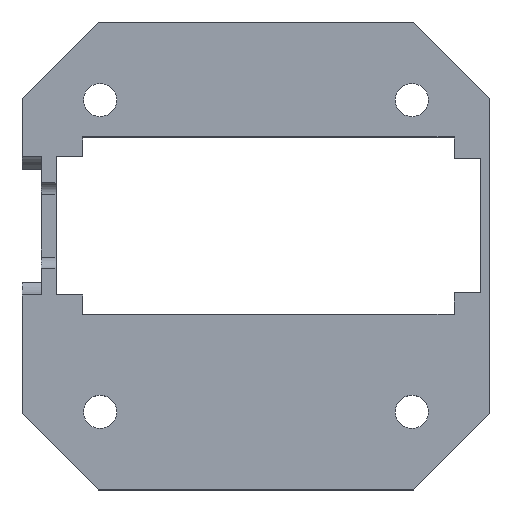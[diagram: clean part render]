
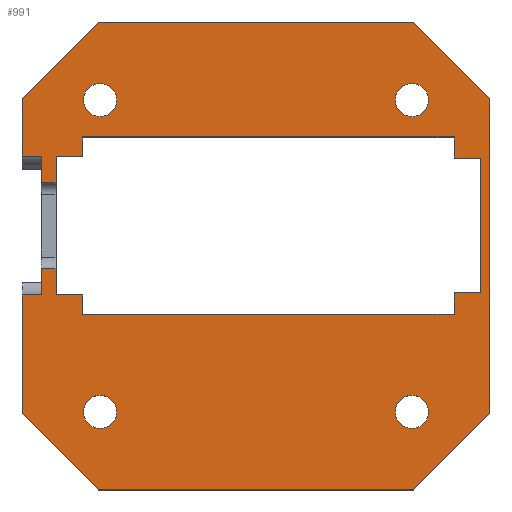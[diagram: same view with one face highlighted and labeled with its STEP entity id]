
A CAD part, top view. The second image highlights one B-rep face of the part: STEP entity #991.
In plain terms, the highlighted planar face has unit normal (0, 0, 1).
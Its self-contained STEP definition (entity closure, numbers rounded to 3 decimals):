
#15=FACE_BOUND('',#133,.T.);
#16=FACE_BOUND('',#134,.T.);
#17=FACE_BOUND('',#135,.T.);
#18=FACE_BOUND('',#136,.T.);
#47=CIRCLE('',#1064,1.7);
#48=CIRCLE('',#1065,1.7);
#49=CIRCLE('',#1066,1.7);
#50=CIRCLE('',#1067,1.7);
#83=FACE_OUTER_BOUND('',#132,.T.);
#132=EDGE_LOOP('',(#748,#749,#750,#751,#752,#753,#754,#755,#756,#757,#758,
#759,#760,#761,#762,#763,#764,#765,#766,#767,#768,#769,#770,#771,#772,#773,
#774,#775));
#133=EDGE_LOOP('',(#776));
#134=EDGE_LOOP('',(#777));
#135=EDGE_LOOP('',(#778));
#136=EDGE_LOOP('',(#779));
#187=LINE('',#1423,#304);
#191=LINE('',#1435,#308);
#199=LINE('',#1458,#316);
#210=LINE('',#1483,#327);
#218=LINE('',#1497,#335);
#226=LINE('',#1515,#343);
#230=LINE('',#1524,#347);
#234=LINE('',#1531,#351);
#236=LINE('',#1536,#353);
#240=LINE('',#1543,#357);
#242=LINE('',#1548,#359);
#244=LINE('',#1551,#361);
#245=LINE('',#1553,#362);
#246=LINE('',#1554,#363);
#247=LINE('',#1556,#364);
#248=LINE('',#1557,#365);
#249=LINE('',#1558,#366);
#250=LINE('',#1559,#367);
#251=LINE('',#1561,#368);
#252=LINE('',#1563,#369);
#253=LINE('',#1565,#370);
#254=LINE('',#1567,#371);
#255=LINE('',#1569,#372);
#256=LINE('',#1571,#373);
#257=LINE('',#1573,#374);
#258=LINE('',#1575,#375);
#259=LINE('',#1576,#376);
#260=LINE('',#1577,#377);
#304=VECTOR('',#1140,10.);
#308=VECTOR('',#1148,10.);
#316=VECTOR('',#1168,10.);
#327=VECTOR('',#1185,10.);
#335=VECTOR('',#1195,10.);
#343=VECTOR('',#1211,10.);
#347=VECTOR('',#1217,10.);
#351=VECTOR('',#1223,10.);
#353=VECTOR('',#1227,10.);
#357=VECTOR('',#1233,10.);
#359=VECTOR('',#1237,10.);
#361=VECTOR('',#1241,10.);
#362=VECTOR('',#1242,10.);
#363=VECTOR('',#1243,10.);
#364=VECTOR('',#1244,10.);
#365=VECTOR('',#1245,10.);
#366=VECTOR('',#1246,10.);
#367=VECTOR('',#1247,10.);
#368=VECTOR('',#1248,10.);
#369=VECTOR('',#1249,10.);
#370=VECTOR('',#1250,10.);
#371=VECTOR('',#1251,10.);
#372=VECTOR('',#1252,10.);
#373=VECTOR('',#1253,10.);
#374=VECTOR('',#1254,10.);
#375=VECTOR('',#1255,10.);
#376=VECTOR('',#1256,10.);
#377=VECTOR('',#1257,10.);
#421=VERTEX_POINT('',#1420);
#422=VERTEX_POINT('',#1422);
#427=VERTEX_POINT('',#1432);
#428=VERTEX_POINT('',#1434);
#436=VERTEX_POINT('',#1455);
#437=VERTEX_POINT('',#1457);
#447=VERTEX_POINT('',#1480);
#448=VERTEX_POINT('',#1482);
#452=VERTEX_POINT('',#1494);
#453=VERTEX_POINT('',#1496);
#458=VERTEX_POINT('',#1512);
#459=VERTEX_POINT('',#1514);
#462=VERTEX_POINT('',#1521);
#463=VERTEX_POINT('',#1523);
#465=VERTEX_POINT('',#1529);
#467=VERTEX_POINT('',#1535);
#469=VERTEX_POINT('',#1541);
#471=VERTEX_POINT('',#1547);
#472=VERTEX_POINT('',#1552);
#473=VERTEX_POINT('',#1555);
#474=VERTEX_POINT('',#1560);
#475=VERTEX_POINT('',#1562);
#476=VERTEX_POINT('',#1564);
#477=VERTEX_POINT('',#1566);
#478=VERTEX_POINT('',#1568);
#479=VERTEX_POINT('',#1570);
#480=VERTEX_POINT('',#1572);
#481=VERTEX_POINT('',#1574);
#482=VERTEX_POINT('',#1578);
#483=VERTEX_POINT('',#1580);
#484=VERTEX_POINT('',#1582);
#485=VERTEX_POINT('',#1584);
#520=EDGE_CURVE('',#422,#421,#187,.T.);
#526=EDGE_CURVE('',#428,#427,#191,.T.);
#537=EDGE_CURVE('',#437,#436,#199,.T.);
#549=EDGE_CURVE('',#448,#447,#210,.T.);
#557=EDGE_CURVE('',#453,#452,#218,.T.);
#566=EDGE_CURVE('',#459,#458,#226,.T.);
#570=EDGE_CURVE('',#463,#462,#230,.T.);
#574=EDGE_CURVE('',#427,#465,#234,.T.);
#576=EDGE_CURVE('',#467,#428,#236,.T.);
#580=EDGE_CURVE('',#421,#469,#240,.T.);
#582=EDGE_CURVE('',#471,#422,#242,.T.);
#584=EDGE_CURVE('',#469,#437,#244,.T.);
#585=EDGE_CURVE('',#436,#472,#245,.T.);
#586=EDGE_CURVE('',#472,#453,#246,.T.);
#587=EDGE_CURVE('',#452,#473,#247,.T.);
#588=EDGE_CURVE('',#473,#448,#248,.T.);
#589=EDGE_CURVE('',#447,#467,#249,.T.);
#590=EDGE_CURVE('',#465,#463,#250,.T.);
#591=EDGE_CURVE('',#462,#474,#251,.T.);
#592=EDGE_CURVE('',#474,#475,#252,.T.);
#593=EDGE_CURVE('',#475,#476,#253,.T.);
#594=EDGE_CURVE('',#476,#477,#254,.T.);
#595=EDGE_CURVE('',#477,#478,#255,.T.);
#596=EDGE_CURVE('',#478,#479,#256,.T.);
#597=EDGE_CURVE('',#479,#480,#257,.T.);
#598=EDGE_CURVE('',#480,#481,#258,.T.);
#599=EDGE_CURVE('',#481,#459,#259,.T.);
#600=EDGE_CURVE('',#458,#471,#260,.T.);
#601=EDGE_CURVE('',#482,#482,#47,.T.);
#602=EDGE_CURVE('',#483,#483,#48,.T.);
#603=EDGE_CURVE('',#484,#484,#49,.T.);
#604=EDGE_CURVE('',#485,#485,#50,.T.);
#748=ORIENTED_EDGE('',*,*,#582,.T.);
#749=ORIENTED_EDGE('',*,*,#520,.T.);
#750=ORIENTED_EDGE('',*,*,#580,.T.);
#751=ORIENTED_EDGE('',*,*,#584,.T.);
#752=ORIENTED_EDGE('',*,*,#537,.T.);
#753=ORIENTED_EDGE('',*,*,#585,.T.);
#754=ORIENTED_EDGE('',*,*,#586,.T.);
#755=ORIENTED_EDGE('',*,*,#557,.T.);
#756=ORIENTED_EDGE('',*,*,#587,.T.);
#757=ORIENTED_EDGE('',*,*,#588,.T.);
#758=ORIENTED_EDGE('',*,*,#549,.T.);
#759=ORIENTED_EDGE('',*,*,#589,.T.);
#760=ORIENTED_EDGE('',*,*,#576,.T.);
#761=ORIENTED_EDGE('',*,*,#526,.T.);
#762=ORIENTED_EDGE('',*,*,#574,.T.);
#763=ORIENTED_EDGE('',*,*,#590,.T.);
#764=ORIENTED_EDGE('',*,*,#570,.T.);
#765=ORIENTED_EDGE('',*,*,#591,.T.);
#766=ORIENTED_EDGE('',*,*,#592,.T.);
#767=ORIENTED_EDGE('',*,*,#593,.T.);
#768=ORIENTED_EDGE('',*,*,#594,.T.);
#769=ORIENTED_EDGE('',*,*,#595,.T.);
#770=ORIENTED_EDGE('',*,*,#596,.T.);
#771=ORIENTED_EDGE('',*,*,#597,.T.);
#772=ORIENTED_EDGE('',*,*,#598,.T.);
#773=ORIENTED_EDGE('',*,*,#599,.T.);
#774=ORIENTED_EDGE('',*,*,#566,.T.);
#775=ORIENTED_EDGE('',*,*,#600,.T.);
#776=ORIENTED_EDGE('',*,*,#601,.T.);
#777=ORIENTED_EDGE('',*,*,#602,.T.);
#778=ORIENTED_EDGE('',*,*,#603,.T.);
#779=ORIENTED_EDGE('',*,*,#604,.T.);
#955=PLANE('',#1063);
#991=ADVANCED_FACE('',(#83,#15,#16,#17,#18),#955,.T.);
#1063=AXIS2_PLACEMENT_3D('',#1550,#1239,#1240);
#1064=AXIS2_PLACEMENT_3D('',#1579,#1258,#1259);
#1065=AXIS2_PLACEMENT_3D('',#1581,#1260,#1261);
#1066=AXIS2_PLACEMENT_3D('',#1583,#1262,#1263);
#1067=AXIS2_PLACEMENT_3D('',#1585,#1264,#1265);
#1140=DIRECTION('',(0.,1.,0.));
#1148=DIRECTION('',(0.,1.,0.));
#1168=DIRECTION('',(1.,0.,0.));
#1185=DIRECTION('',(-1.,0.,0.));
#1195=DIRECTION('',(0.,-1.,0.));
#1211=DIRECTION('',(1.,0.,0.));
#1217=DIRECTION('',(-1.,0.,0.));
#1223=DIRECTION('',(-1.,0.,0.));
#1227=DIRECTION('',(-1.,0.,0.));
#1233=DIRECTION('',(1.,0.,0.));
#1237=DIRECTION('',(1.,0.,0.));
#1239=DIRECTION('center_axis',(0.,0.,1.));
#1240=DIRECTION('ref_axis',(-1.,0.,0.));
#1241=DIRECTION('',(0.,1.,0.));
#1242=DIRECTION('',(0.,-1.,0.));
#1243=DIRECTION('',(1.,0.,0.));
#1244=DIRECTION('',(-1.,0.,0.));
#1245=DIRECTION('',(0.,-1.,0.));
#1246=DIRECTION('',(0.,1.,0.));
#1247=DIRECTION('',(0.,-1.,0.));
#1248=DIRECTION('',(0.,-1.,0.));
#1249=DIRECTION('',(0.707,-0.707,0.));
#1250=DIRECTION('',(1.,0.,0.));
#1251=DIRECTION('',(0.707,0.707,0.));
#1252=DIRECTION('',(0.,1.,0.));
#1253=DIRECTION('',(-0.707,0.707,0.));
#1254=DIRECTION('',(-1.,0.,0.));
#1255=DIRECTION('',(-0.707,-0.707,0.));
#1256=DIRECTION('',(0.,-1.,0.));
#1257=DIRECTION('',(0.,-1.,0.));
#1258=DIRECTION('center_axis',(0.,0.,-1.));
#1259=DIRECTION('ref_axis',(-1.,0.,0.));
#1260=DIRECTION('center_axis',(0.,0.,-1.));
#1261=DIRECTION('ref_axis',(-1.,0.,0.));
#1262=DIRECTION('center_axis',(0.,0.,-1.));
#1263=DIRECTION('ref_axis',(-1.,0.,0.));
#1264=DIRECTION('center_axis',(0.,0.,-1.));
#1265=DIRECTION('ref_axis',(-1.,0.,0.));
#1420=CARTESIAN_POINT('',(-20.52,7.089,3.55));
#1422=CARTESIAN_POINT('',(-20.52,4.412,3.55));
#1423=CARTESIAN_POINT('',(-20.52,0.,3.55));
#1432=CARTESIAN_POINT('',(-20.52,-4.452,3.55));
#1434=CARTESIAN_POINT('',(-20.52,-7.129,3.55));
#1435=CARTESIAN_POINT('',(-20.52,0.,3.55));
#1455=CARTESIAN_POINT('',(20.32,9.09,3.55));
#1457=CARTESIAN_POINT('',(-17.78,9.09,3.55));
#1458=CARTESIAN_POINT('',(-20.22,9.09,3.55));
#1480=CARTESIAN_POINT('',(-17.78,-9.09,3.55));
#1482=CARTESIAN_POINT('',(20.32,-9.09,3.55));
#1483=CARTESIAN_POINT('',(22.76,-9.09,3.55));
#1494=CARTESIAN_POINT('',(23.06,-6.916,3.55));
#1496=CARTESIAN_POINT('',(23.06,6.876,3.55));
#1497=CARTESIAN_POINT('',(23.06,8.79,3.55));
#1512=CARTESIAN_POINT('',(-22.02,7.089,3.55));
#1514=CARTESIAN_POINT('',(-24.01,7.089,3.55));
#1515=CARTESIAN_POINT('',(-24.01,7.089,3.55));
#1521=CARTESIAN_POINT('',(-24.01,-7.129,3.55));
#1523=CARTESIAN_POINT('',(-22.02,-7.129,3.55));
#1524=CARTESIAN_POINT('',(-24.01,-7.129,3.55));
#1529=CARTESIAN_POINT('',(-22.02,-4.452,3.55));
#1531=CARTESIAN_POINT('',(-22.02,-4.452,3.55));
#1535=CARTESIAN_POINT('',(-17.78,-7.129,3.55));
#1536=CARTESIAN_POINT('',(-24.01,-7.129,3.55));
#1541=CARTESIAN_POINT('',(-17.78,7.089,3.55));
#1543=CARTESIAN_POINT('',(-24.01,7.089,3.55));
#1547=CARTESIAN_POINT('',(-22.02,4.412,3.55));
#1548=CARTESIAN_POINT('',(-22.02,4.412,3.55));
#1550=CARTESIAN_POINT('Origin',(0.,-3.124,3.55));
#1551=CARTESIAN_POINT('',(-17.78,10.566,3.55));
#1552=CARTESIAN_POINT('',(20.32,6.876,3.55));
#1553=CARTESIAN_POINT('',(20.32,10.566,3.55));
#1554=CARTESIAN_POINT('',(20.32,6.876,3.55));
#1555=CARTESIAN_POINT('',(20.32,-6.916,3.55));
#1556=CARTESIAN_POINT('',(20.32,-6.916,3.55));
#1557=CARTESIAN_POINT('',(20.32,-10.606,3.55));
#1558=CARTESIAN_POINT('',(-17.78,-10.606,3.55));
#1559=CARTESIAN_POINT('',(-22.02,0.,3.55));
#1560=CARTESIAN_POINT('',(-24.01,-19.306,3.55));
#1561=CARTESIAN_POINT('',(-24.01,-6.916,3.55));
#1562=CARTESIAN_POINT('',(-16.182,-27.134,3.55));
#1563=CARTESIAN_POINT('',(-24.01,-19.306,3.55));
#1564=CARTESIAN_POINT('',(16.182,-27.134,3.55));
#1565=CARTESIAN_POINT('',(-16.182,-27.134,3.55));
#1566=CARTESIAN_POINT('',(24.01,-19.306,3.55));
#1567=CARTESIAN_POINT('',(16.182,-27.134,3.55));
#1568=CARTESIAN_POINT('',(24.01,13.057,3.55));
#1569=CARTESIAN_POINT('',(24.01,-19.306,3.55));
#1570=CARTESIAN_POINT('',(16.182,20.886,3.55));
#1571=CARTESIAN_POINT('',(24.01,13.057,3.55));
#1572=CARTESIAN_POINT('',(-16.182,20.886,3.55));
#1573=CARTESIAN_POINT('',(16.182,20.886,3.55));
#1574=CARTESIAN_POINT('',(-24.01,13.057,3.55));
#1575=CARTESIAN_POINT('',(-16.182,20.886,3.55));
#1576=CARTESIAN_POINT('',(-24.01,13.057,3.55));
#1577=CARTESIAN_POINT('',(-22.02,0.,3.55));
#1578=CARTESIAN_POINT('',(17.7,12.876,3.55));
#1579=CARTESIAN_POINT('Origin',(16.,12.876,3.55));
#1580=CARTESIAN_POINT('',(-14.3,12.876,3.55));
#1581=CARTESIAN_POINT('Origin',(-16.,12.876,3.55));
#1582=CARTESIAN_POINT('',(-14.3,-19.124,3.55));
#1583=CARTESIAN_POINT('Origin',(-16.,-19.124,3.55));
#1584=CARTESIAN_POINT('',(17.7,-19.124,3.55));
#1585=CARTESIAN_POINT('Origin',(16.,-19.124,3.55));
